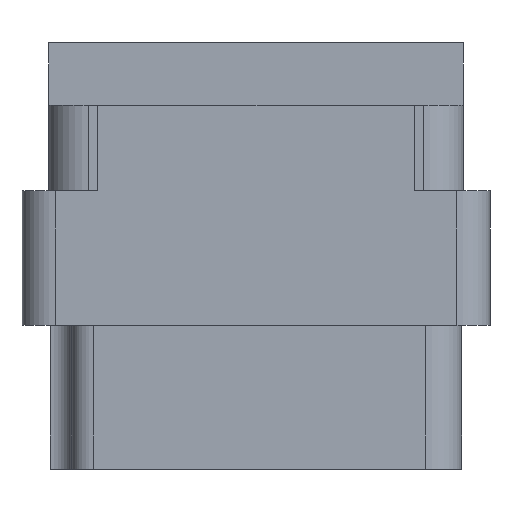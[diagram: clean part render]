
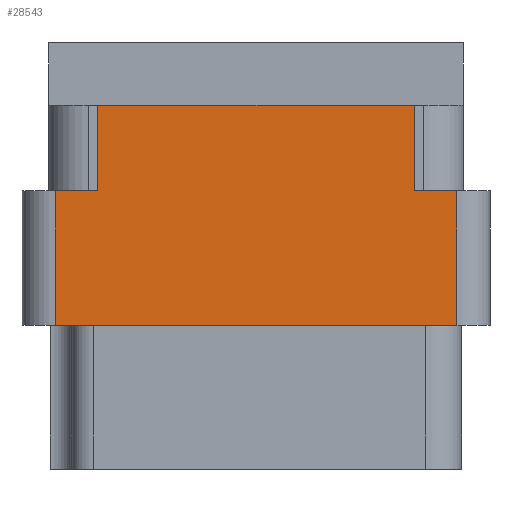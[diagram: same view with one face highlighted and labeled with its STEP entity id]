
A CAD part, left-side view. The second image highlights one B-rep face of the part: STEP entity #28543.
In plain terms, the highlighted planar face has unit normal (-1, 0, 0).
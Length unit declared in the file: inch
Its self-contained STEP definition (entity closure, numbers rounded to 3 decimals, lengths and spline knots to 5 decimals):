
#1188 = LINE ( 'NONE', #14092, #3741 ) ;
#1340 = CARTESIAN_POINT ( 'NONE',  ( -1., 0.376, -0.529 ) ) ;
#1745 = LINE ( 'NONE', #9715, #19905 ) ;
#3107 = CARTESIAN_POINT ( 'NONE',  ( -1., -0.376, -0.277 ) ) ;
#3290 = EDGE_CURVE ( 'NONE', #30534, #9397, #13744, .T. ) ;
#3582 = DIRECTION ( 'NONE',  ( 0., 0., 1. ) ) ;
#3708 = EDGE_LOOP ( 'NONE', ( #4113, #15618, #18215, #24150, #25368, #23517, #20209, #30914 ) ) ;
#3741 = VECTOR ( 'NONE', #22094, 39.37008 ) ;
#4113 = ORIENTED_EDGE ( 'NONE', *, *, #18677, .F. ) ;
#4132 = CARTESIAN_POINT ( 'NONE',  ( -1., 0., -0.529 ) ) ;
#4926 = CARTESIAN_POINT ( 'NONE',  ( -1., -0.438, -0.798 ) ) ;
#5223 = EDGE_CURVE ( 'NONE', #7178, #14958, #30542, .T. ) ;
#5226 = LINE ( 'NONE', #9561, #13698 ) ;
#5851 = EDGE_CURVE ( 'NONE', #27386, #9397, #1745, .T. ) ;
#5866 = VERTEX_POINT ( 'NONE', #7453 ) ;
#6048 = CARTESIAN_POINT ( 'NONE',  ( -1., 0.376, -0.798 ) ) ;
#6633 = CARTESIAN_POINT ( 'NONE',  ( -1., -0.296, -0.277 ) ) ;
#6808 = EDGE_CURVE ( 'NONE', #27386, #17928, #23995, .T. ) ;
#7178 = VERTEX_POINT ( 'NONE', #24654 ) ;
#7355 = LINE ( 'NONE', #4132, #32285 ) ;
#7453 = CARTESIAN_POINT ( 'NONE',  ( -1., 0.296, -0.277 ) ) ;
#7770 = DIRECTION ( 'NONE',  ( -1., 0., 0. ) ) ;
#9397 = VERTEX_POINT ( 'NONE', #3107 ) ;
#9561 = CARTESIAN_POINT ( 'NONE',  ( -1., 0.438, -0.117 ) ) ;
#9715 = CARTESIAN_POINT ( 'NONE',  ( -1., 0., -0.277 ) ) ;
#10801 = FACE_OUTER_BOUND ( 'NONE', #3708, .T. ) ;
#12175 = DIRECTION ( 'NONE',  ( 0., 1., 0. ) ) ;
#12994 = PLANE ( 'NONE',  #24168 ) ;
#13698 = VECTOR ( 'NONE', #20290, 39.37008 ) ;
#13744 = LINE ( 'NONE', #31295, #27245 ) ;
#14092 = CARTESIAN_POINT ( 'NONE',  ( -1., 0., -0.277 ) ) ;
#14958 = VERTEX_POINT ( 'NONE', #1340 ) ;
#15618 = ORIENTED_EDGE ( 'NONE', *, *, #5223, .T. ) ;
#17928 = VERTEX_POINT ( 'NONE', #32765 ) ;
#18215 = ORIENTED_EDGE ( 'NONE', *, *, #21100, .F. ) ;
#18677 = EDGE_CURVE ( 'NONE', #7178, #5866, #1188, .T. ) ;
#19507 = DIRECTION ( 'NONE',  ( 0., 0., -1. ) ) ;
#19564 = VECTOR ( 'NONE', #19507, 39.37008 ) ;
#19905 = VECTOR ( 'NONE', #28573, 39.37008 ) ;
#20209 = ORIENTED_EDGE ( 'NONE', *, *, #30161, .F. ) ;
#20290 = DIRECTION ( 'NONE',  ( 0., -1., 0. ) ) ;
#20631 = VECTOR ( 'NONE', #26369, 39.37008 ) ;
#21100 = EDGE_CURVE ( 'NONE', #30534, #14958, #7355, .T. ) ;
#21192 = CARTESIAN_POINT ( 'NONE',  ( -1., -0.296, -0.277 ) ) ;
#22031 = CARTESIAN_POINT ( 'NONE',  ( -1., 0.296, -0.117 ) ) ;
#22094 = DIRECTION ( 'NONE',  ( 0., -1., 0. ) ) ;
#22748 = VECTOR ( 'NONE', #3582, 39.37008 ) ;
#23517 = ORIENTED_EDGE ( 'NONE', *, *, #6808, .T. ) ;
#23995 = LINE ( 'NONE', #6633, #22748 ) ;
#24150 = ORIENTED_EDGE ( 'NONE', *, *, #3290, .T. ) ;
#24168 = AXIS2_PLACEMENT_3D ( 'NONE', #4926, #7770, #26654 ) ;
#24654 = CARTESIAN_POINT ( 'NONE',  ( -1., 0.376, -0.277 ) ) ;
#25368 = ORIENTED_EDGE ( 'NONE', *, *, #5851, .F. ) ;
#25599 = DIRECTION ( 'NONE',  ( 0., 0., 1. ) ) ;
#26369 = DIRECTION ( 'NONE',  ( 0., 0., 1. ) ) ;
#26654 = DIRECTION ( 'NONE',  ( 0., 0., 1. ) ) ;
#27245 = VECTOR ( 'NONE', #25599, 39.37008 ) ;
#27386 = VERTEX_POINT ( 'NONE', #21192 ) ;
#28543 = ADVANCED_FACE ( 'NONE', ( #10801 ), #12994, .T. ) ;
#28573 = DIRECTION ( 'NONE',  ( 0., -1., 0. ) ) ;
#29422 = CARTESIAN_POINT ( 'NONE',  ( -1., 0.296, -0.277 ) ) ;
#29713 = CARTESIAN_POINT ( 'NONE',  ( -1., -0.376, -0.529 ) ) ;
#30161 = EDGE_CURVE ( 'NONE', #30537, #17928, #5226, .T. ) ;
#30534 = VERTEX_POINT ( 'NONE', #29713 ) ;
#30537 = VERTEX_POINT ( 'NONE', #22031 ) ;
#30542 = LINE ( 'NONE', #6048, #19564 ) ;
#30914 = ORIENTED_EDGE ( 'NONE', *, *, #33578, .F. ) ;
#31295 = CARTESIAN_POINT ( 'NONE',  ( -1., -0.376, -0.798 ) ) ;
#32285 = VECTOR ( 'NONE', #12175, 39.37008 ) ;
#32765 = CARTESIAN_POINT ( 'NONE',  ( -1., -0.296, -0.117 ) ) ;
#33315 = LINE ( 'NONE', #29422, #20631 ) ;
#33578 = EDGE_CURVE ( 'NONE', #5866, #30537, #33315, .T. ) ;
